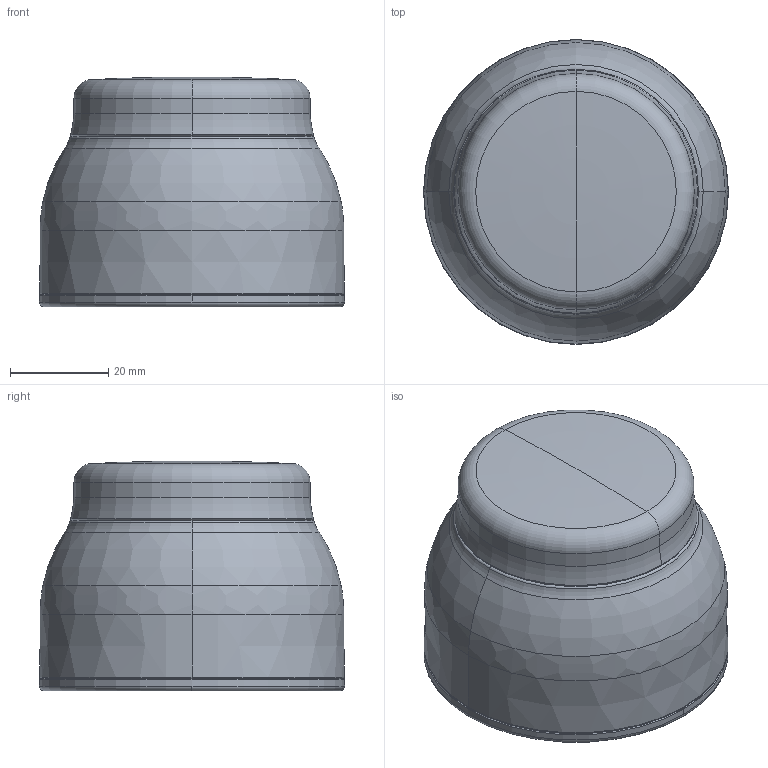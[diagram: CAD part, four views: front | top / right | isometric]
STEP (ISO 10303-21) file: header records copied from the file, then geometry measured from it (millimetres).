
FILE_DESCRIPTION (( 'STEP AP203' ), '1' );
FILE_NAME ('CP0030-SB-JAR.STEP', '2020-11-24T22:55:37', ( '' ), ( '' ), 'SwSTEP 2.0', 'SolidWorks 2020', '' );
FILE_SCHEMA (( 'CONFIG_CONTROL_DESIGN' ));
Length unit declared in the file: millimetre
Products named in the file (4): CP0030-SB-JAR.sldasm-Part-2; CP0030-SB-JAR.sldasm-Part-3; CP0030-SB-JAR; CP0030-SB-JAR.sldasm-Part-1
Assembly tree (3 placements, depth 2):
  CP0030-SB-JAR
    CP0030-SB-JAR.sldasm-Part-1
    CP0030-SB-JAR.sldasm-Part-2
    CP0030-SB-JAR.sldasm-Part-3
Bounding box: 62.1 x 62.1 x 46.8 mm (x, y, z)
Volume: 37764.4 mm3; surface area: 42652.9 mm2
Topology: 3 solids, 3 shells, 524 faces, 1257 edges, 754 vertices
Faces by surface type: plane 239, cylinder 100, torus 78, bspline 54, cone 47, sphere 6
Entity records: 24701 total; most frequent: CARTESIAN_POINT 12789, ORIENTED_EDGE 2508, DIRECTION 2408, EDGE_CURVE 1254, AXIS2_PLACEMENT_3D 989, VERTEX_POINT 754, EDGE_LOOP 542, FACE_OUTER_BOUND 524
